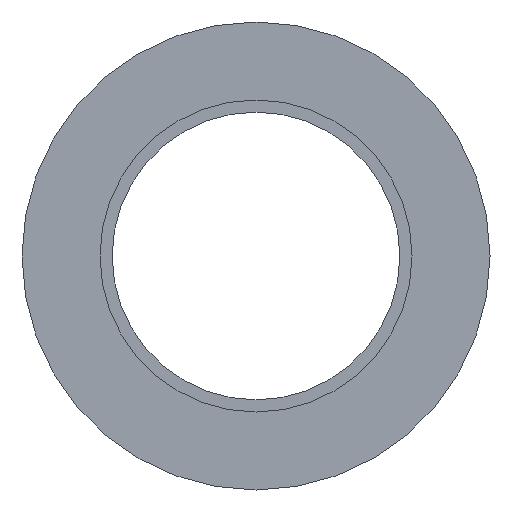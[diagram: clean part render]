
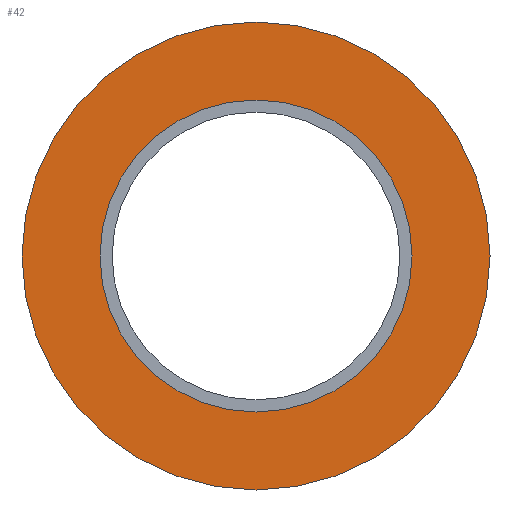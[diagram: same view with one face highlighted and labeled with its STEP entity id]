
A CAD part, left-side view. The second image highlights one B-rep face of the part: STEP entity #42.
In plain terms, the highlighted planar face has unit normal (-1, 0, 0).
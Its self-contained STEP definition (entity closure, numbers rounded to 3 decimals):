
#13 = DIRECTION ( 'NONE',  ( -1., 0., 0. ) ) ;
#32 = CARTESIAN_POINT ( 'NONE',  ( 0., 0., 0. ) ) ;
#35 = DIRECTION ( 'NONE',  ( 1., 0., 0. ) ) ;
#42 = ADVANCED_FACE ( 'NONE', ( #341, #299 ), #408, .T. ) ;
#46 = EDGE_CURVE ( 'NONE', #125, #249, #257, .T. ) ;
#67 = DIRECTION ( 'NONE',  ( 0., 0., 1. ) ) ;
#69 = AXIS2_PLACEMENT_3D ( 'NONE', #219, #214, #67 ) ;
#83 = CARTESIAN_POINT ( 'NONE',  ( 0., 0., 19.05 ) ) ;
#85 = VERTEX_POINT ( 'NONE', #383 ) ;
#87 = EDGE_LOOP ( 'NONE', ( #114, #377 ) ) ;
#88 = AXIS2_PLACEMENT_3D ( 'NONE', #188, #35, #354 ) ;
#89 = EDGE_CURVE ( 'NONE', #249, #125, #213, .T. ) ;
#114 = ORIENTED_EDGE ( 'NONE', *, *, #46, .T. ) ;
#119 = AXIS2_PLACEMENT_3D ( 'NONE', #349, #350, #133 ) ;
#125 = VERTEX_POINT ( 'NONE', #160 ) ;
#127 = DIRECTION ( 'NONE',  ( 0., 0., -1. ) ) ;
#133 = DIRECTION ( 'NONE',  ( 0., 0., -1. ) ) ;
#135 = ORIENTED_EDGE ( 'NONE', *, *, #246, .T. ) ;
#137 = CARTESIAN_POINT ( 'NONE',  ( 0., 0., 0. ) ) ;
#160 = CARTESIAN_POINT ( 'NONE',  ( 0., 0., -12.7 ) ) ;
#182 = ORIENTED_EDGE ( 'NONE', *, *, #235, .T. ) ;
#188 = CARTESIAN_POINT ( 'NONE',  ( 0., 0., 0. ) ) ;
#213 = CIRCLE ( 'NONE', #88, 12.7 ) ;
#214 = DIRECTION ( 'NONE',  ( -1., 0., 0. ) ) ;
#219 = CARTESIAN_POINT ( 'NONE',  ( 0., -19.279, -19.279 ) ) ;
#235 = EDGE_CURVE ( 'NONE', #85, #404, #268, .T. ) ;
#244 = EDGE_LOOP ( 'NONE', ( #182, #135 ) ) ;
#246 = EDGE_CURVE ( 'NONE', #404, #85, #335, .T. ) ;
#247 = DIRECTION ( 'NONE',  ( 1., 0., 0. ) ) ;
#249 = VERTEX_POINT ( 'NONE', #360 ) ;
#257 = CIRCLE ( 'NONE', #297, 12.7 ) ;
#268 = CIRCLE ( 'NONE', #119, 19.05 ) ;
#294 = DIRECTION ( 'NONE',  ( 0., 0., -1. ) ) ;
#297 = AXIS2_PLACEMENT_3D ( 'NONE', #32, #247, #127 ) ;
#299 = FACE_OUTER_BOUND ( 'NONE', #244, .T. ) ;
#317 = AXIS2_PLACEMENT_3D ( 'NONE', #137, #13, #294 ) ;
#335 = CIRCLE ( 'NONE', #317, 19.05 ) ;
#341 = FACE_BOUND ( 'NONE', #87, .T. ) ;
#349 = CARTESIAN_POINT ( 'NONE',  ( 0., 0., 0. ) ) ;
#350 = DIRECTION ( 'NONE',  ( -1., 0., 0. ) ) ;
#354 = DIRECTION ( 'NONE',  ( 0., 0., -1. ) ) ;
#360 = CARTESIAN_POINT ( 'NONE',  ( 0., 0., 12.7 ) ) ;
#377 = ORIENTED_EDGE ( 'NONE', *, *, #89, .T. ) ;
#383 = CARTESIAN_POINT ( 'NONE',  ( 0., 0., -19.05 ) ) ;
#404 = VERTEX_POINT ( 'NONE', #83 ) ;
#408 = PLANE ( 'NONE',  #69 ) ;
